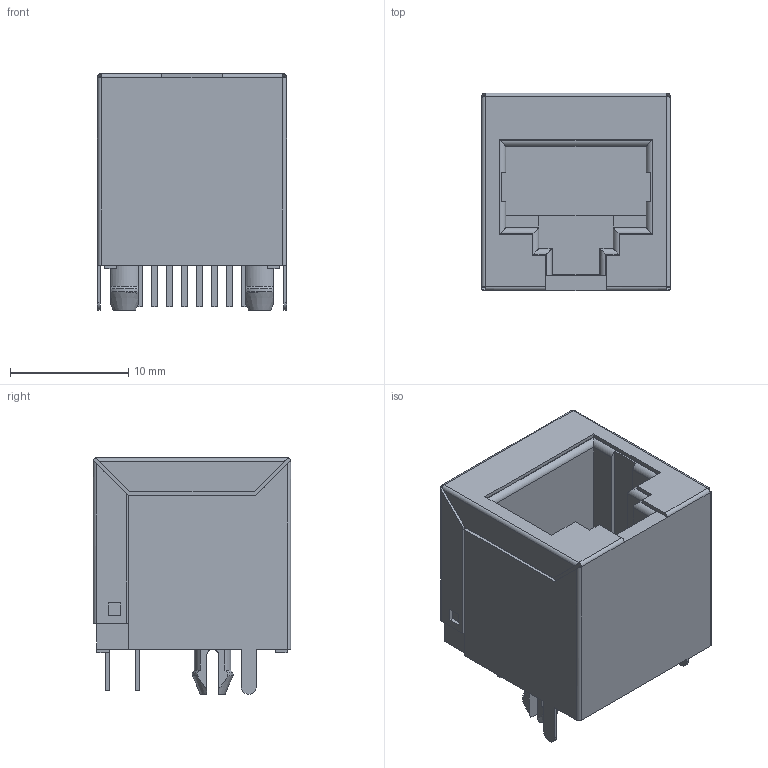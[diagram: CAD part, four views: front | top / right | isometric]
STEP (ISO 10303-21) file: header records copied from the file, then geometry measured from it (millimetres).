
FILE_DESCRIPTION (( 'STEP AP214' ), '1' );
FILE_NAME ('RJE741886110.STEP', '2023-04-19T17:26:29', ( '' ), ( '' ), 'SwSTEP 2.0', 'SolidWorks 2022', '' );
FILE_SCHEMA (( 'AUTOMOTIVE_DESIGN' ));
Length unit declared in the file: millimetre
Products named in the file (1): RJE741886110
Bounding box: 16 x 16.7 x 20 mm (x, y, z)
Volume: 2663.9 mm3; surface area: 2665.9 mm2
Topology: 1 solids, 1 shells, 243 faces, 664 edges, 433 vertices
Faces by surface type: plane 189, cylinder 32, cone 12, bspline 10
Entity records: 8749 total; most frequent: CARTESIAN_POINT 1903, ORIENTED_EDGE 1328, DIRECTION 1087, EDGE_CURVE 664, VECTOR 525, LINE 525, VERTEX_POINT 433, AXIS2_PLACEMENT_3D 281
